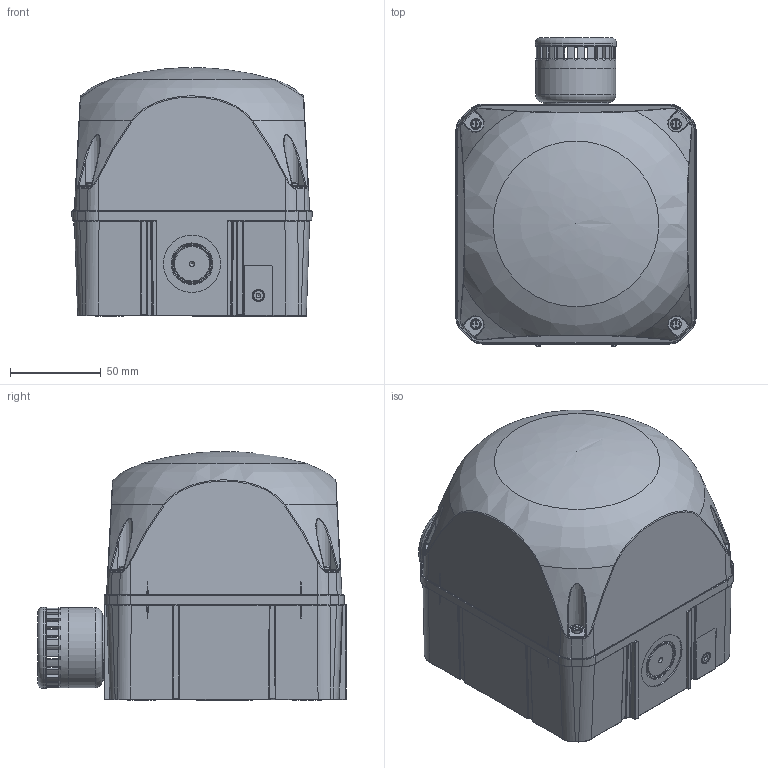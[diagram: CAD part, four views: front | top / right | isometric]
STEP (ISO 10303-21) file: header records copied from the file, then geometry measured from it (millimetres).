
FILE_DESCRIPTION(/* description */ (''),/* implementation_level */ '2;1');
FILE_NAME(/* name */ 'QDM+Buzzer.stp',/* time_stamp */ '2014-06-16T15:29:50+02:00',/* author */ (''),/* organization */ (''),/* preprocessor_version */ 'ST-DEVELOPER v11',/* originating_system */ 'SIEMENS PLM Software NX 7.5',/* authorisation */ '');
FILE_SCHEMA (('AUTOMOTIVE_DESIGN { 1 0 10303 214 1 1 1 1 }'));
Products named in the file (1): model10
Bounding box: 132.07 x 169.6 x 136.81 mm (x, y, z)
Volume: 1850993.7 mm3; surface area: 212657.5 mm2
Topology: 15 solids, 15 shells, 3680 faces, 9754 edges, 6073 vertices
Faces by surface type: plane 1738, cylinder 1020, bspline 361, torus 213, cone 208, sphere 121, extrusion 19
Full cylindrical faces by diameter (mm): 1.2 x8, 1.6 x1, 2.45 x4, 2.9 x8, 3 x1, 3.4 x2, 3.5 x4, 3.6 x3, 3.7 x1, 4 x1, 4.3 x1, 4.4 x1, 5.2 x2, 6.3 x1, 6.4 x2, 6.6 x4, 9 x1, 15.6 x4, 17 x1, 20 x1, 21.209 x1, 25.4 x1, 28.575 x1, 31.5 x1, 36 x1, 41.6 x1, 42 x1, 44 x2, 44.6 x1
Entity records: 128850 total; most frequent: CARTESIAN_POINT 40885, ORIENTED_EDGE 18786, DIRECTION 17664, EDGE_CURVE 9393, AXIS2_PLACEMENT_3D 6214, VERTEX_POINT 6009, VECTOR 5236, LINE 5217
